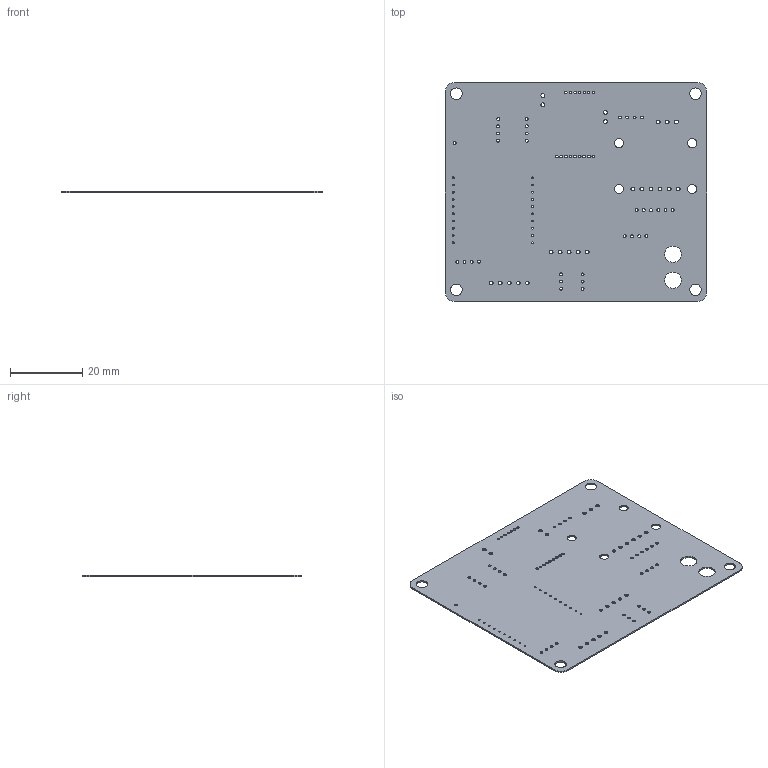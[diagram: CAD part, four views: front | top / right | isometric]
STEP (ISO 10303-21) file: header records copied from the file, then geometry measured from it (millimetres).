
FILE_DESCRIPTION(/* description */ ('Open CASCADE Model'),/* implementation_level */ '2;1');
FILE_NAME(/* name */ 'DroidPCBOnly.step',/* time_stamp */ '2025-11-18T01:20:54-05:00',/* author */ (''),/* organization */ (''),/* preprocessor_version */ 'ST-DEVELOPER v20.1',/* originating_system */ 'Autodesk Translation Framework v14.21.0.0',/* authorisation */ '');
FILE_SCHEMA (('AUTOMOTIVE_DESIGN { 1 0 10303 214 3 1 1 }'));
Length unit declared in the file: millimetre
Products named in the file (2): DroidPCBSolo; Open CASCADE STEP translator 7.5 2
Assembly tree (1 placements, depth 2):
  DroidPCBSolo
    Open CASCADE STEP translator 7.5 2
Bounding box: 72.52 x 60.74 x 0.41 mm (x, y, z)
Volume: 1756.5 mm3; surface area: 8779.3 mm2
Topology: 1 solids, 1 shells, 114 faces, 336 edges, 224 vertices
Faces by surface type: cylinder 106, plane 8
Full cylindrical faces by diameter (mm): 0.5 x20, 0.66 x7, 0.786 x9, 0.8 x32, 0.812 x1, 1 x10, 1.02 x6, 1.07 x7, 2.5 x4, 3.2 x4, 4.55 x2
Entity records: 4400 total; most frequent: DIRECTION 782, CARTESIAN_POINT 677, ORIENTED_EDGE 672, EDGE_CURVE 336, AXIS2_PLACEMENT_3D 329, EDGE_LOOP 318, VERTEX_POINT 224, CIRCLE 212
